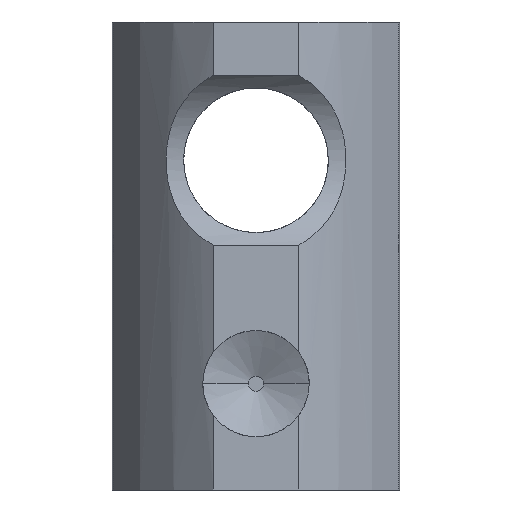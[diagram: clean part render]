
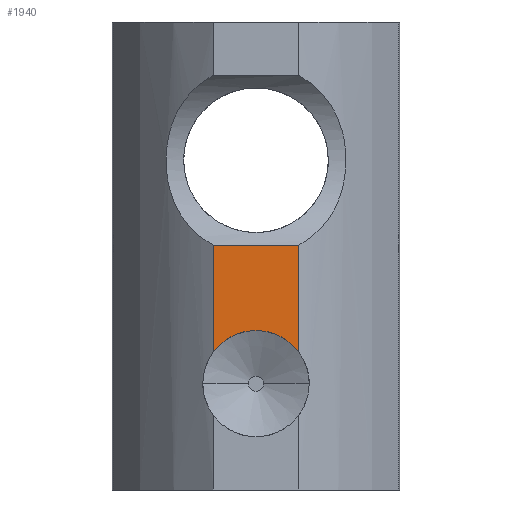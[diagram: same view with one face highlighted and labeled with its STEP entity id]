
A CAD part, front view. The second image highlights one B-rep face of the part: STEP entity #1940.
In plain terms, the highlighted planar face has unit normal (0, -1, 0).
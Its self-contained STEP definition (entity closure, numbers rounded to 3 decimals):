
#315 = CYLINDRICAL_SURFACE('',#316,5.);
#316 = AXIS2_PLACEMENT_3D('',#317,#318,#319);
#317 = CARTESIAN_POINT('',(-5.,-10.2,15.5));
#318 = DIRECTION('',(-1.,0.,0.));
#319 = DIRECTION('',(0.,0.,-1.));
#600 = CYLINDRICAL_SURFACE('',#601,2.5);
#601 = AXIS2_PLACEMENT_3D('',#602,#603,#604);
#602 = CARTESIAN_POINT('',(0.,-0.2,5.));
#603 = DIRECTION('',(0.,1.,0.));
#604 = DIRECTION('',(1.,0.,0.));
#655 = CYLINDRICAL_SURFACE('',#656,15.);
#656 = AXIS2_PLACEMENT_3D('',#657,#658,#659);
#657 = CARTESIAN_POINT('',(-6.854,4.908,22.));
#658 = DIRECTION('',(0.,0.,1.));
#659 = DIRECTION('',(-1.,0.,0.));
#765 = CYLINDRICAL_SURFACE('',#766,15.);
#766 = AXIS2_PLACEMENT_3D('',#767,#768,#769);
#767 = CARTESIAN_POINT('',(6.854,4.908,22.));
#768 = DIRECTION('',(0.,0.,1.));
#769 = DIRECTION('',(-1.,0.,0.));
#1940 = ADVANCED_FACE('',(#1941),#1955,.F.);
#1941 = FACE_BOUND('',#1942,.T.);
#1942 = EDGE_LOOP('',(#1943,#1973,#1996,#2019));
#1943 = ORIENTED_EDGE('',*,*,#1944,.F.);
#1944 = EDGE_CURVE('',#1945,#1947,#1949,.T.);
#1945 = VERTEX_POINT('',#1946);
#1946 = CARTESIAN_POINT('',(2.,-7.2,11.5));
#1947 = VERTEX_POINT('',#1948);
#1948 = CARTESIAN_POINT('',(2.,-7.2,6.5));
#1949 = SURFACE_CURVE('',#1950,(#1954,#1966),.PCURVE_S1.);
#1950 = LINE('',#1951,#1952);
#1951 = CARTESIAN_POINT('',(2.,-7.2,22.));
#1952 = VECTOR('',#1953,1.);
#1953 = DIRECTION('',(-0.,-0.,-1.));
#1954 = PCURVE('',#1955,#1960);
#1955 = PLANE('',#1956);
#1956 = AXIS2_PLACEMENT_3D('',#1957,#1958,#1959);
#1957 = CARTESIAN_POINT('',(-2.,-7.2,22.));
#1958 = DIRECTION('',(0.,1.,0.));
#1959 = DIRECTION('',(1.,0.,-0.));
#1960 = DEFINITIONAL_REPRESENTATION('',(#1961),#1965);
#1961 = LINE('',#1962,#1963);
#1962 = CARTESIAN_POINT('',(4.,0.));
#1963 = VECTOR('',#1964,1.);
#1964 = DIRECTION('',(0.,1.));
#1965 = ( GEOMETRIC_REPRESENTATION_CONTEXT(2) 
PARAMETRIC_REPRESENTATION_CONTEXT() REPRESENTATION_CONTEXT('2D SPACE',''
  ) );
#1966 = PCURVE('',#655,#1967);
#1967 = DEFINITIONAL_REPRESENTATION('',(#1968),#1972);
#1968 = LINE('',#1969,#1970);
#1969 = CARTESIAN_POINT('',(2.202,0.));
#1970 = VECTOR('',#1971,1.);
#1971 = DIRECTION('',(0.,-1.));
#1972 = ( GEOMETRIC_REPRESENTATION_CONTEXT(2) 
PARAMETRIC_REPRESENTATION_CONTEXT() REPRESENTATION_CONTEXT('2D SPACE',''
  ) );
#1973 = ORIENTED_EDGE('',*,*,#1974,.T.);
#1974 = EDGE_CURVE('',#1945,#1975,#1977,.T.);
#1975 = VERTEX_POINT('',#1976);
#1976 = CARTESIAN_POINT('',(-2.,-7.2,11.5));
#1977 = SURFACE_CURVE('',#1978,(#1982,#1989),.PCURVE_S1.);
#1978 = LINE('',#1979,#1980);
#1979 = CARTESIAN_POINT('',(-5.,-7.2,11.5));
#1980 = VECTOR('',#1981,1.);
#1981 = DIRECTION('',(-1.,0.,0.));
#1982 = PCURVE('',#1955,#1983);
#1983 = DEFINITIONAL_REPRESENTATION('',(#1984),#1988);
#1984 = LINE('',#1985,#1986);
#1985 = CARTESIAN_POINT('',(-3.,10.5));
#1986 = VECTOR('',#1987,1.);
#1987 = DIRECTION('',(-1.,0.));
#1988 = ( GEOMETRIC_REPRESENTATION_CONTEXT(2) 
PARAMETRIC_REPRESENTATION_CONTEXT() REPRESENTATION_CONTEXT('2D SPACE',''
  ) );
#1989 = PCURVE('',#315,#1990);
#1990 = DEFINITIONAL_REPRESENTATION('',(#1991),#1995);
#1991 = LINE('',#1992,#1993);
#1992 = CARTESIAN_POINT('',(5.64,0.));
#1993 = VECTOR('',#1994,1.);
#1994 = DIRECTION('',(0.,1.));
#1995 = ( GEOMETRIC_REPRESENTATION_CONTEXT(2) 
PARAMETRIC_REPRESENTATION_CONTEXT() REPRESENTATION_CONTEXT('2D SPACE',''
  ) );
#1996 = ORIENTED_EDGE('',*,*,#1997,.T.);
#1997 = EDGE_CURVE('',#1975,#1998,#2000,.T.);
#1998 = VERTEX_POINT('',#1999);
#1999 = CARTESIAN_POINT('',(-2.,-7.2,6.5));
#2000 = SURFACE_CURVE('',#2001,(#2005,#2012),.PCURVE_S1.);
#2001 = LINE('',#2002,#2003);
#2002 = CARTESIAN_POINT('',(-2.,-7.2,22.));
#2003 = VECTOR('',#2004,1.);
#2004 = DIRECTION('',(-0.,-0.,-1.));
#2005 = PCURVE('',#1955,#2006);
#2006 = DEFINITIONAL_REPRESENTATION('',(#2007),#2011);
#2007 = LINE('',#2008,#2009);
#2008 = CARTESIAN_POINT('',(0.,0.));
#2009 = VECTOR('',#2010,1.);
#2010 = DIRECTION('',(0.,1.));
#2011 = ( GEOMETRIC_REPRESENTATION_CONTEXT(2) 
PARAMETRIC_REPRESENTATION_CONTEXT() REPRESENTATION_CONTEXT('2D SPACE',''
  ) );
#2012 = PCURVE('',#765,#2013);
#2013 = DEFINITIONAL_REPRESENTATION('',(#2014),#2018);
#2014 = LINE('',#2015,#2016);
#2015 = CARTESIAN_POINT('',(0.939,0.));
#2016 = VECTOR('',#2017,1.);
#2017 = DIRECTION('',(0.,-1.));
#2018 = ( GEOMETRIC_REPRESENTATION_CONTEXT(2) 
PARAMETRIC_REPRESENTATION_CONTEXT() REPRESENTATION_CONTEXT('2D SPACE',''
  ) );
#2019 = ORIENTED_EDGE('',*,*,#2020,.F.);
#2020 = EDGE_CURVE('',#1947,#1998,#2021,.T.);
#2021 = SURFACE_CURVE('',#2022,(#2027,#2038),.PCURVE_S1.);
#2022 = CIRCLE('',#2023,2.5);
#2023 = AXIS2_PLACEMENT_3D('',#2024,#2025,#2026);
#2024 = CARTESIAN_POINT('',(0.,-7.2,5.));
#2025 = DIRECTION('',(0.,-1.,0.));
#2026 = DIRECTION('',(1.,0.,0.));
#2027 = PCURVE('',#1955,#2028);
#2028 = DEFINITIONAL_REPRESENTATION('',(#2029),#2037);
#2029 = ( BOUNDED_CURVE() B_SPLINE_CURVE(2,(#2030,#2031,#2032,#2033,
#2034,#2035,#2036),.UNSPECIFIED.,.T.,.F.) B_SPLINE_CURVE_WITH_KNOTS((1,2
    ,2,2,2,1),(-2.094,0.,2.094,4.189,
6.283,8.378),.UNSPECIFIED.) CURVE() 
GEOMETRIC_REPRESENTATION_ITEM() RATIONAL_B_SPLINE_CURVE((1.,0.5,1.,0.5,
1.,0.5,1.)) REPRESENTATION_ITEM('') );
#2030 = CARTESIAN_POINT('',(4.5,17.));
#2031 = CARTESIAN_POINT('',(4.5,12.67));
#2032 = CARTESIAN_POINT('',(0.75,14.835));
#2033 = CARTESIAN_POINT('',(-3.,17.));
#2034 = CARTESIAN_POINT('',(0.75,19.165));
#2035 = CARTESIAN_POINT('',(4.5,21.33));
#2036 = CARTESIAN_POINT('',(4.5,17.));
#2037 = ( GEOMETRIC_REPRESENTATION_CONTEXT(2) 
PARAMETRIC_REPRESENTATION_CONTEXT() REPRESENTATION_CONTEXT('2D SPACE',''
  ) );
#2038 = PCURVE('',#600,#2039);
#2039 = DEFINITIONAL_REPRESENTATION('',(#2040),#2044);
#2040 = LINE('',#2041,#2042);
#2041 = CARTESIAN_POINT('',(6.283,-7.));
#2042 = VECTOR('',#2043,1.);
#2043 = DIRECTION('',(-1.,0.));
#2044 = ( GEOMETRIC_REPRESENTATION_CONTEXT(2) 
PARAMETRIC_REPRESENTATION_CONTEXT() REPRESENTATION_CONTEXT('2D SPACE',''
  ) );
